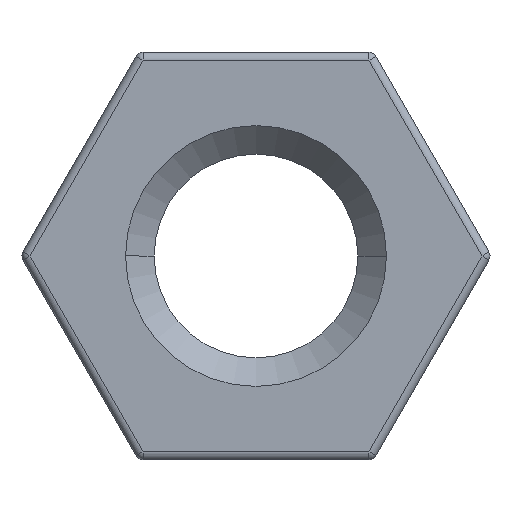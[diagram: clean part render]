
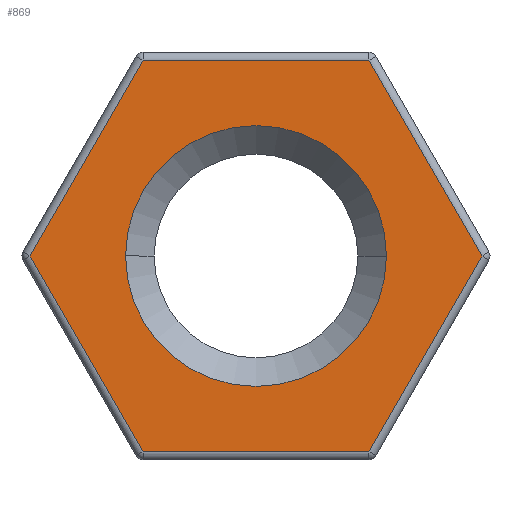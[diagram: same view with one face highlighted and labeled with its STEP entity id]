
A CAD part, left-side view. The second image highlights one B-rep face of the part: STEP entity #869.
In plain terms, the highlighted planar face has unit normal (-1, 0, 0).
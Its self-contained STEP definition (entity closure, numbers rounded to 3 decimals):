
#14 = LINE ( 'NONE', #546, #1059 ) ;
#17 = LINE ( 'NONE', #673, #31 ) ;
#27 = VECTOR ( 'NONE', #377, 1000. ) ;
#31 = VECTOR ( 'NONE', #741, 1000. ) ;
#50 = VECTOR ( 'NONE', #742, 1000. ) ;
#51 = LINE ( 'NONE', #772, #50 ) ;
#72 = CARTESIAN_POINT ( 'NONE',  ( 0., -1.386, 2.4 ) ) ;
#119 = AXIS2_PLACEMENT_3D ( 'NONE', #163, #135, #133 ) ;
#131 = DIRECTION ( 'NONE',  ( 1., 0., 0. ) ) ;
#133 = DIRECTION ( 'NONE',  ( 0., 1., 0. ) ) ;
#135 = DIRECTION ( 'NONE',  ( 1., 0., 0. ) ) ;
#163 = CARTESIAN_POINT ( 'NONE',  ( 0., 0., 0. ) ) ;
#169 = PLANE ( 'NONE',  #119 ) ;
#173 = CARTESIAN_POINT ( 'NONE',  ( 0., 1.386, 2.4 ) ) ;
#196 = VECTOR ( 'NONE', #1166, 1000. ) ;
#202 = CIRCLE ( 'NONE', #310, 1.6 ) ;
#210 = DIRECTION ( 'NONE',  ( 0., 1., 0. ) ) ;
#216 = DIRECTION ( 'NONE',  ( 1., 0., 0. ) ) ;
#218 = LINE ( 'NONE', #1215, #196 ) ;
#219 = CARTESIAN_POINT ( 'NONE',  ( 0., 0., 0. ) ) ;
#238 = EDGE_CURVE ( 'NONE', #750, #536, #218, .T. ) ;
#239 = LINE ( 'NONE', #679, #1054 ) ;
#283 = CARTESIAN_POINT ( 'NONE',  ( 0., 2.771, 0. ) ) ;
#308 = ORIENTED_EDGE ( 'NONE', *, *, #471, .T. ) ;
#310 = AXIS2_PLACEMENT_3D ( 'NONE', #791, #131, #894 ) ;
#321 = VERTEX_POINT ( 'NONE', #994 ) ;
#377 = DIRECTION ( 'NONE',  ( 0., 0.5, 0.866 ) ) ;
#392 = LINE ( 'NONE', #415, #27 ) ;
#415 = CARTESIAN_POINT ( 'NONE',  ( 0., -2.078, 1.2 ) ) ;
#471 = EDGE_CURVE ( 'NONE', #966, #750, #51, .T. ) ;
#489 = ORIENTED_EDGE ( 'NONE', *, *, #1149, .T. ) ;
#511 = CARTESIAN_POINT ( 'NONE',  ( 0., -2.771, 0. ) ) ;
#528 = CARTESIAN_POINT ( 'NONE',  ( 0., 1.6, 0. ) ) ;
#535 = CARTESIAN_POINT ( 'NONE',  ( 0., -1.6, 0. ) ) ;
#536 = VERTEX_POINT ( 'NONE', #699 ) ;
#537 = DIRECTION ( 'NONE',  ( 0., -1., 0. ) ) ;
#543 = EDGE_CURVE ( 'NONE', #321, #610, #17, .T. ) ;
#546 = CARTESIAN_POINT ( 'NONE',  ( 0., 0., -2.4 ) ) ;
#554 = ORIENTED_EDGE ( 'NONE', *, *, #238, .T. ) ;
#563 = EDGE_CURVE ( 'NONE', #536, #321, #14, .T. ) ;
#578 = VERTEX_POINT ( 'NONE', #535 ) ;
#595 = VERTEX_POINT ( 'NONE', #528 ) ;
#606 = ORIENTED_EDGE ( 'NONE', *, *, #685, .T. ) ;
#610 = VERTEX_POINT ( 'NONE', #511 ) ;
#660 = FACE_OUTER_BOUND ( 'NONE', #1016, .T. ) ;
#673 = CARTESIAN_POINT ( 'NONE',  ( 0., -2.078, -1.2 ) ) ;
#679 = CARTESIAN_POINT ( 'NONE',  ( 0., 0., 2.4 ) ) ;
#685 = EDGE_CURVE ( 'NONE', #610, #949, #392, .T. ) ;
#699 = CARTESIAN_POINT ( 'NONE',  ( 0., 1.386, -2.4 ) ) ;
#722 = ORIENTED_EDGE ( 'NONE', *, *, #839, .T. ) ;
#741 = DIRECTION ( 'NONE',  ( 0., -0.5, 0.866 ) ) ;
#742 = DIRECTION ( 'NONE',  ( 0., 0.5, -0.866 ) ) ;
#750 = VERTEX_POINT ( 'NONE', #283 ) ;
#770 = ORIENTED_EDGE ( 'NONE', *, *, #563, .T. ) ;
#772 = CARTESIAN_POINT ( 'NONE',  ( 0., 2.078, 1.2 ) ) ;
#791 = CARTESIAN_POINT ( 'NONE',  ( 0., 0., 0. ) ) ;
#821 = ORIENTED_EDGE ( 'NONE', *, *, #1128, .T. ) ;
#839 = EDGE_CURVE ( 'NONE', #578, #595, #1155, .T. ) ;
#869 = ADVANCED_FACE ( 'NONE', ( #660, #908 ), #169, .F. ) ;
#884 = DIRECTION ( 'NONE',  ( 0., 1., 0. ) ) ;
#894 = DIRECTION ( 'NONE',  ( 0., 1., 0. ) ) ;
#908 = FACE_BOUND ( 'NONE', #1018, .T. ) ;
#947 = AXIS2_PLACEMENT_3D ( 'NONE', #219, #216, #210 ) ;
#949 = VERTEX_POINT ( 'NONE', #72 ) ;
#966 = VERTEX_POINT ( 'NONE', #173 ) ;
#994 = CARTESIAN_POINT ( 'NONE',  ( 0., -1.386, -2.4 ) ) ;
#1002 = ORIENTED_EDGE ( 'NONE', *, *, #543, .T. ) ;
#1016 = EDGE_LOOP ( 'NONE', ( #606, #821, #308, #554, #770, #1002 ) ) ;
#1018 = EDGE_LOOP ( 'NONE', ( #489, #722 ) ) ;
#1054 = VECTOR ( 'NONE', #884, 1000. ) ;
#1059 = VECTOR ( 'NONE', #537, 1000. ) ;
#1128 = EDGE_CURVE ( 'NONE', #949, #966, #239, .T. ) ;
#1149 = EDGE_CURVE ( 'NONE', #595, #578, #202, .T. ) ;
#1155 = CIRCLE ( 'NONE', #947, 1.6 ) ;
#1166 = DIRECTION ( 'NONE',  ( 0., -0.5, -0.866 ) ) ;
#1215 = CARTESIAN_POINT ( 'NONE',  ( 0., 2.078, -1.2 ) ) ;
